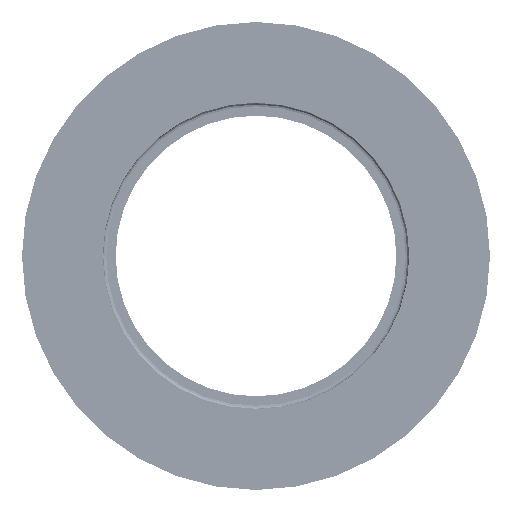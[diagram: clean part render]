
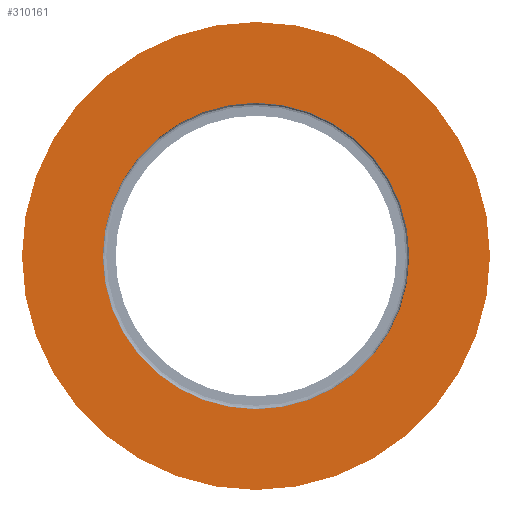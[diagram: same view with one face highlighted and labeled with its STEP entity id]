
A CAD part, left-side view. The second image highlights one B-rep face of the part: STEP entity #310161.
In plain terms, the highlighted planar face has unit normal (-1, 0, 0).
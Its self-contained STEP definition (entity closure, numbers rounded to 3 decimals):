
#2475 = CARTESIAN_POINT ( 'NONE',  ( 0., 0., -20. ) ) ;
#11992 = DIRECTION ( 'NONE',  ( 0., 0., 1. ) ) ;
#13742 = ORIENTED_EDGE ( 'NONE', *, *, #203686, .T. ) ;
#16561 = AXIS2_PLACEMENT_3D ( 'NONE', #323689, #323439, #323381 ) ;
#19953 = DIRECTION ( 'NONE',  ( 1., 0., 0. ) ) ;
#28765 = DIRECTION ( 'NONE',  ( -1., 0., 0. ) ) ;
#32838 = AXIS2_PLACEMENT_3D ( 'NONE', #327206, #169785, #11992 ) ;
#36995 = DIRECTION ( 'NONE',  ( -1., 0., 0. ) ) ;
#49142 = EDGE_CURVE ( 'NONE', #211867, #194006, #96214, .T. ) ;
#52463 = FACE_OUTER_BOUND ( 'NONE', #182615, .T. ) ;
#59618 = EDGE_LOOP ( 'NONE', ( #203166, #281224 ) ) ;
#60757 = FACE_BOUND ( 'NONE', #59618, .T. ) ;
#71264 = CIRCLE ( 'NONE', #32838, 13.1 ) ;
#96214 = CIRCLE ( 'NONE', #16561, 20. ) ;
#118144 = EDGE_CURVE ( 'NONE', #154571, #204764, #174071, .T. ) ;
#141286 = AXIS2_PLACEMENT_3D ( 'NONE', #194621, #36995, #221081 ) ;
#145509 = AXIS2_PLACEMENT_3D ( 'NONE', #186445, #28765, #212991 ) ;
#154571 = VERTEX_POINT ( 'NONE', #226249 ) ;
#169785 = DIRECTION ( 'NONE',  ( -1., 0., 0. ) ) ;
#174071 = CIRCLE ( 'NONE', #145509, 13.1 ) ;
#177765 = CARTESIAN_POINT ( 'NONE',  ( 0., 13.1, 0. ) ) ;
#182615 = EDGE_LOOP ( 'NONE', ( #213726, #13742 ) ) ;
#186445 = CARTESIAN_POINT ( 'NONE',  ( 0., 0., 0. ) ) ;
#194006 = VERTEX_POINT ( 'NONE', #2475 ) ;
#194621 = CARTESIAN_POINT ( 'NONE',  ( 0., 0., 0. ) ) ;
#203166 = ORIENTED_EDGE ( 'NONE', *, *, #118144, .F. ) ;
#203686 = EDGE_CURVE ( 'NONE', #194006, #211867, #243638, .T. ) ;
#204329 = DIRECTION ( 'NONE',  ( 0., 0., -1. ) ) ;
#204764 = VERTEX_POINT ( 'NONE', #301753 ) ;
#211867 = VERTEX_POINT ( 'NONE', #261187 ) ;
#212991 = DIRECTION ( 'NONE',  ( 0., 0., 1. ) ) ;
#213726 = ORIENTED_EDGE ( 'NONE', *, *, #49142, .T. ) ;
#214066 = EDGE_CURVE ( 'NONE', #204764, #154571, #71264, .T. ) ;
#221081 = DIRECTION ( 'NONE',  ( 0., 0., 1. ) ) ;
#226249 = CARTESIAN_POINT ( 'NONE',  ( 0., 0., 13.1 ) ) ;
#243638 = CIRCLE ( 'NONE', #141286, 20. ) ;
#254708 = PLANE ( 'NONE',  #280755 ) ;
#261187 = CARTESIAN_POINT ( 'NONE',  ( 0., 0., 20. ) ) ;
#280755 = AXIS2_PLACEMENT_3D ( 'NONE', #177765, #19953, #204329 ) ;
#281224 = ORIENTED_EDGE ( 'NONE', *, *, #214066, .F. ) ;
#301753 = CARTESIAN_POINT ( 'NONE',  ( 0., 0., -13.1 ) ) ;
#310161 = ADVANCED_FACE ( 'NONE', ( #60757, #52463 ), #254708, .F. ) ;
#323381 = DIRECTION ( 'NONE',  ( 0., 0., 1. ) ) ;
#323439 = DIRECTION ( 'NONE',  ( -1., 0., 0. ) ) ;
#323689 = CARTESIAN_POINT ( 'NONE',  ( 0., 0., 0. ) ) ;
#327206 = CARTESIAN_POINT ( 'NONE',  ( 0., 0., 0. ) ) ;
